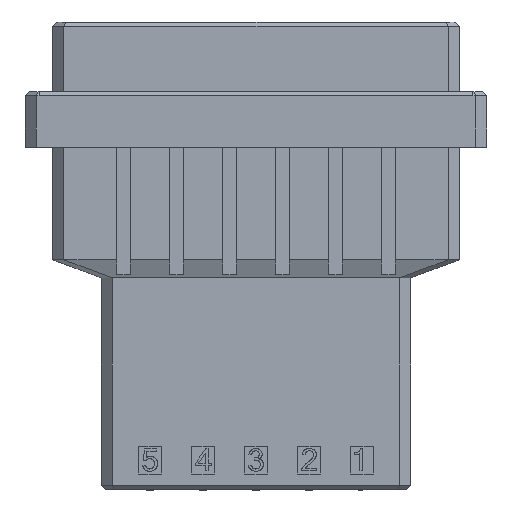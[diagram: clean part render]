
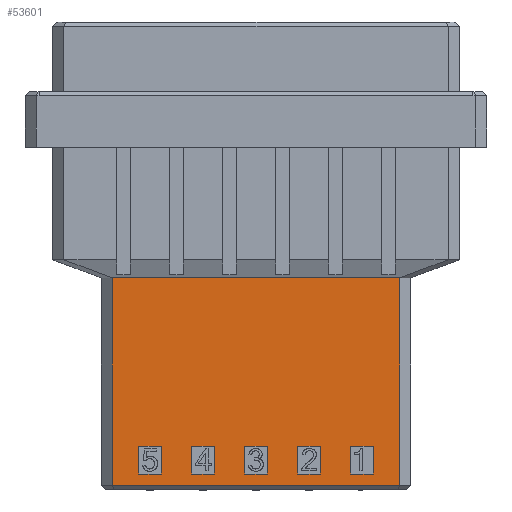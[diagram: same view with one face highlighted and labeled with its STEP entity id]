
A CAD part, front view. The second image highlights one B-rep face of the part: STEP entity #53601.
In plain terms, the highlighted planar face has unit normal (0, -1, 0).
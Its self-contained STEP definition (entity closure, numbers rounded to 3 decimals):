
#1387=CARTESIAN_POINT('',(-6.51,-6.665,-18.4));
#1388=VERTEX_POINT('',#1387);
#1405=CARTESIAN_POINT('',(-6.51,-6.665,-33.3));
#1406=VERTEX_POINT('',#1405);
#1413=CARTESIAN_POINT('',(-6.51,-6.665,-33.3));
#1414=DIRECTION('',(0.,0.,1.));
#1415=VECTOR('',#1414,14.9);
#1416=LINE('',#1413,#1415);
#1417=EDGE_CURVE('',#1406,#1388,#1416,.T.);
#10775=CARTESIAN_POINT('',(14.13,-6.665,-18.4));
#10776=VERTEX_POINT('',#10775);
#10777=CARTESIAN_POINT('',(-6.51,-6.665,-18.4));
#10778=DIRECTION('',(1.,0.,0.));
#10779=VECTOR('',#10778,20.64);
#10780=LINE('',#10777,#10779);
#10781=EDGE_CURVE('',#1388,#10776,#10780,.T.);
#16179=CARTESIAN_POINT('',(14.13,-6.665,-33.3));
#16180=VERTEX_POINT('',#16179);
#16181=CARTESIAN_POINT('',(14.13,-6.665,-18.4));
#16182=DIRECTION('',(0.,0.,-1.));
#16183=VECTOR('',#16182,14.9);
#16184=LINE('',#16181,#16183);
#16185=EDGE_CURVE('',#10776,#16180,#16184,.T.);
#18368=CARTESIAN_POINT('',(14.13,-6.665,-33.3));
#18369=DIRECTION('',(-1.,0.,0.));
#18370=VECTOR('',#18369,20.64);
#18371=LINE('',#18368,#18370);
#18372=EDGE_CURVE('',#16180,#1406,#18371,.T.);
#53420=CARTESIAN_POINT('',(3.81,-6.665,-25.85));
#53421=DIRECTION('',(1.,0.,0.));
#53422=DIRECTION('',(0.,-1.,0.));
#53423=AXIS2_PLACEMENT_3D('',#53420,#53422,#53421);
#53424=PLANE('',#53423);
#53425=ORIENTED_EDGE('',*,*,#16185,.F.);
#53426=ORIENTED_EDGE('',*,*,#10781,.F.);
#53427=ORIENTED_EDGE('',*,*,#1417,.F.);
#53428=ORIENTED_EDGE('',*,*,#18372,.F.);
#53429=EDGE_LOOP('',(#53425,#53426,#53427,#53428));
#53430=FACE_OUTER_BOUND('',#53429,.T.);
#53431=CARTESIAN_POINT('',(4.61,-6.665,-32.5));
#53432=VERTEX_POINT('',#53431);
#53433=CARTESIAN_POINT('',(3.01,-6.665,-32.5));
#53434=VERTEX_POINT('',#53433);
#53435=CARTESIAN_POINT('',(4.61,-6.665,-32.5));
#53436=DIRECTION('',(-1.,0.,0.));
#53437=VECTOR('',#53436,1.6);
#53438=LINE('',#53435,#53437);
#53439=EDGE_CURVE('',#53432,#53434,#53438,.T.);
#53440=ORIENTED_EDGE('',*,*,#53439,.T.);
#53441=CARTESIAN_POINT('',(3.01,-6.665,-30.5));
#53442=VERTEX_POINT('',#53441);
#53443=CARTESIAN_POINT('',(3.01,-6.665,-32.5));
#53444=DIRECTION('',(0.,0.,1.));
#53445=VECTOR('',#53444,2.);
#53446=LINE('',#53443,#53445);
#53447=EDGE_CURVE('',#53434,#53442,#53446,.T.);
#53448=ORIENTED_EDGE('',*,*,#53447,.T.);
#53449=CARTESIAN_POINT('',(4.61,-6.665,-30.5));
#53450=VERTEX_POINT('',#53449);
#53451=CARTESIAN_POINT('',(3.01,-6.665,-30.5));
#53452=DIRECTION('',(1.,0.,0.));
#53453=VECTOR('',#53452,1.6);
#53454=LINE('',#53451,#53453);
#53455=EDGE_CURVE('',#53442,#53450,#53454,.T.);
#53456=ORIENTED_EDGE('',*,*,#53455,.T.);
#53457=CARTESIAN_POINT('',(4.61,-6.665,-30.5));
#53458=DIRECTION('',(0.,0.,-1.));
#53459=VECTOR('',#53458,2.);
#53460=LINE('',#53457,#53459);
#53461=EDGE_CURVE('',#53450,#53432,#53460,.T.);
#53462=ORIENTED_EDGE('',*,*,#53461,.T.);
#53463=EDGE_LOOP('',(#53440,#53448,#53456,#53462));
#53464=FACE_BOUND('',#53463,.T.);
#53465=CARTESIAN_POINT('',(8.42,-6.665,-32.5));
#53466=VERTEX_POINT('',#53465);
#53467=CARTESIAN_POINT('',(6.82,-6.665,-32.5));
#53468=VERTEX_POINT('',#53467);
#53469=CARTESIAN_POINT('',(8.42,-6.665,-32.5));
#53470=DIRECTION('',(-1.,0.,0.));
#53471=VECTOR('',#53470,1.6);
#53472=LINE('',#53469,#53471);
#53473=EDGE_CURVE('',#53466,#53468,#53472,.T.);
#53474=ORIENTED_EDGE('',*,*,#53473,.T.);
#53475=CARTESIAN_POINT('',(6.82,-6.665,-30.5));
#53476=VERTEX_POINT('',#53475);
#53477=CARTESIAN_POINT('',(6.82,-6.665,-32.5));
#53478=DIRECTION('',(0.,0.,1.));
#53479=VECTOR('',#53478,2.);
#53480=LINE('',#53477,#53479);
#53481=EDGE_CURVE('',#53468,#53476,#53480,.T.);
#53482=ORIENTED_EDGE('',*,*,#53481,.T.);
#53483=CARTESIAN_POINT('',(8.42,-6.665,-30.5));
#53484=VERTEX_POINT('',#53483);
#53485=CARTESIAN_POINT('',(6.82,-6.665,-30.5));
#53486=DIRECTION('',(1.,0.,0.));
#53487=VECTOR('',#53486,1.6);
#53488=LINE('',#53485,#53487);
#53489=EDGE_CURVE('',#53476,#53484,#53488,.T.);
#53490=ORIENTED_EDGE('',*,*,#53489,.T.);
#53491=CARTESIAN_POINT('',(8.42,-6.665,-30.5));
#53492=DIRECTION('',(0.,0.,-1.));
#53493=VECTOR('',#53492,2.);
#53494=LINE('',#53491,#53493);
#53495=EDGE_CURVE('',#53484,#53466,#53494,.T.);
#53496=ORIENTED_EDGE('',*,*,#53495,.T.);
#53497=EDGE_LOOP('',(#53474,#53482,#53490,#53496));
#53498=FACE_BOUND('',#53497,.T.);
#53499=CARTESIAN_POINT('',(12.23,-6.665,-32.5));
#53500=VERTEX_POINT('',#53499);
#53501=CARTESIAN_POINT('',(10.63,-6.665,-32.5));
#53502=VERTEX_POINT('',#53501);
#53503=CARTESIAN_POINT('',(12.23,-6.665,-32.5));
#53504=DIRECTION('',(-1.,0.,0.));
#53505=VECTOR('',#53504,1.6);
#53506=LINE('',#53503,#53505);
#53507=EDGE_CURVE('',#53500,#53502,#53506,.T.);
#53508=ORIENTED_EDGE('',*,*,#53507,.T.);
#53509=CARTESIAN_POINT('',(10.63,-6.665,-30.5));
#53510=VERTEX_POINT('',#53509);
#53511=CARTESIAN_POINT('',(10.63,-6.665,-32.5));
#53512=DIRECTION('',(0.,0.,1.));
#53513=VECTOR('',#53512,2.);
#53514=LINE('',#53511,#53513);
#53515=EDGE_CURVE('',#53502,#53510,#53514,.T.);
#53516=ORIENTED_EDGE('',*,*,#53515,.T.);
#53517=CARTESIAN_POINT('',(12.23,-6.665,-30.5));
#53518=VERTEX_POINT('',#53517);
#53519=CARTESIAN_POINT('',(10.63,-6.665,-30.5));
#53520=DIRECTION('',(1.,0.,0.));
#53521=VECTOR('',#53520,1.6);
#53522=LINE('',#53519,#53521);
#53523=EDGE_CURVE('',#53510,#53518,#53522,.T.);
#53524=ORIENTED_EDGE('',*,*,#53523,.T.);
#53525=CARTESIAN_POINT('',(12.23,-6.665,-30.5));
#53526=DIRECTION('',(0.,0.,-1.));
#53527=VECTOR('',#53526,2.);
#53528=LINE('',#53525,#53527);
#53529=EDGE_CURVE('',#53518,#53500,#53528,.T.);
#53530=ORIENTED_EDGE('',*,*,#53529,.T.);
#53531=EDGE_LOOP('',(#53508,#53516,#53524,#53530));
#53532=FACE_BOUND('',#53531,.T.);
#53533=CARTESIAN_POINT('',(-3.01,-6.665,-32.5));
#53534=VERTEX_POINT('',#53533);
#53535=CARTESIAN_POINT('',(-4.61,-6.665,-32.5));
#53536=VERTEX_POINT('',#53535);
#53537=CARTESIAN_POINT('',(-3.01,-6.665,-32.5));
#53538=DIRECTION('',(-1.,0.,0.));
#53539=VECTOR('',#53538,1.6);
#53540=LINE('',#53537,#53539);
#53541=EDGE_CURVE('',#53534,#53536,#53540,.T.);
#53542=ORIENTED_EDGE('',*,*,#53541,.T.);
#53543=CARTESIAN_POINT('',(-4.61,-6.665,-30.5));
#53544=VERTEX_POINT('',#53543);
#53545=CARTESIAN_POINT('',(-4.61,-6.665,-32.5));
#53546=DIRECTION('',(0.,0.,1.));
#53547=VECTOR('',#53546,2.);
#53548=LINE('',#53545,#53547);
#53549=EDGE_CURVE('',#53536,#53544,#53548,.T.);
#53550=ORIENTED_EDGE('',*,*,#53549,.T.);
#53551=CARTESIAN_POINT('',(-3.01,-6.665,-30.5));
#53552=VERTEX_POINT('',#53551);
#53553=CARTESIAN_POINT('',(-4.61,-6.665,-30.5));
#53554=DIRECTION('',(1.,0.,0.));
#53555=VECTOR('',#53554,1.6);
#53556=LINE('',#53553,#53555);
#53557=EDGE_CURVE('',#53544,#53552,#53556,.T.);
#53558=ORIENTED_EDGE('',*,*,#53557,.T.);
#53559=CARTESIAN_POINT('',(-3.01,-6.665,-30.5));
#53560=DIRECTION('',(0.,0.,-1.));
#53561=VECTOR('',#53560,2.);
#53562=LINE('',#53559,#53561);
#53563=EDGE_CURVE('',#53552,#53534,#53562,.T.);
#53564=ORIENTED_EDGE('',*,*,#53563,.T.);
#53565=EDGE_LOOP('',(#53542,#53550,#53558,#53564));
#53566=FACE_BOUND('',#53565,.T.);
#53567=CARTESIAN_POINT('',(0.8,-6.665,-32.5));
#53568=VERTEX_POINT('',#53567);
#53569=CARTESIAN_POINT('',(-0.8,-6.665,-32.5));
#53570=VERTEX_POINT('',#53569);
#53571=CARTESIAN_POINT('',(0.8,-6.665,-32.5));
#53572=DIRECTION('',(-1.,0.,0.));
#53573=VECTOR('',#53572,1.6);
#53574=LINE('',#53571,#53573);
#53575=EDGE_CURVE('',#53568,#53570,#53574,.T.);
#53576=ORIENTED_EDGE('',*,*,#53575,.T.);
#53577=CARTESIAN_POINT('',(-0.8,-6.665,-30.5));
#53578=VERTEX_POINT('',#53577);
#53579=CARTESIAN_POINT('',(-0.8,-6.665,-32.5));
#53580=DIRECTION('',(0.,0.,1.));
#53581=VECTOR('',#53580,2.);
#53582=LINE('',#53579,#53581);
#53583=EDGE_CURVE('',#53570,#53578,#53582,.T.);
#53584=ORIENTED_EDGE('',*,*,#53583,.T.);
#53585=CARTESIAN_POINT('',(0.8,-6.665,-30.5));
#53586=VERTEX_POINT('',#53585);
#53587=CARTESIAN_POINT('',(-0.8,-6.665,-30.5));
#53588=DIRECTION('',(1.,0.,0.));
#53589=VECTOR('',#53588,1.6);
#53590=LINE('',#53587,#53589);
#53591=EDGE_CURVE('',#53578,#53586,#53590,.T.);
#53592=ORIENTED_EDGE('',*,*,#53591,.T.);
#53593=CARTESIAN_POINT('',(0.8,-6.665,-30.5));
#53594=DIRECTION('',(0.,0.,-1.));
#53595=VECTOR('',#53594,2.);
#53596=LINE('',#53593,#53595);
#53597=EDGE_CURVE('',#53586,#53568,#53596,.T.);
#53598=ORIENTED_EDGE('',*,*,#53597,.T.);
#53599=EDGE_LOOP('',(#53576,#53584,#53592,#53598));
#53600=FACE_BOUND('',#53599,.T.);
#53601=ADVANCED_FACE('',(#53430,#53464,#53498,#53532,#53566,#53600),#53424,.T.);
